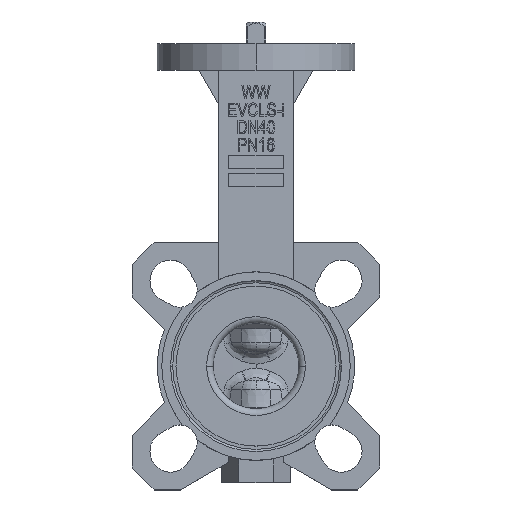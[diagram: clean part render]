
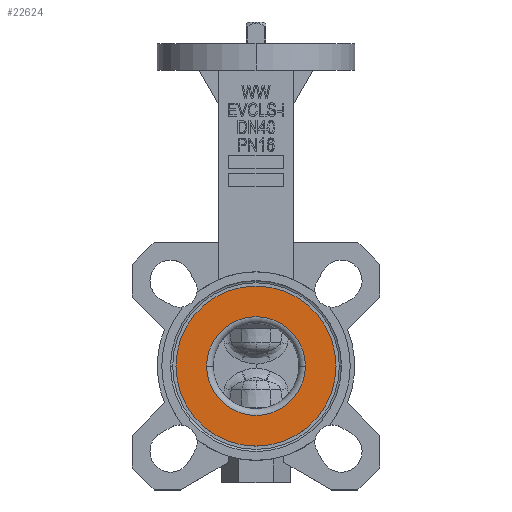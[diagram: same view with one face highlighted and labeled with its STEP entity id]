
A CAD part, top view. The second image highlights one B-rep face of the part: STEP entity #22624.
In plain terms, the highlighted planar face has unit normal (0, 0, 1).
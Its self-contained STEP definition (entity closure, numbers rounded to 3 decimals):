
#201 = AXIS2_PLACEMENT_3D ( 'NONE', #24026, #22380, #18318 ) ;
#730 = FACE_OUTER_BOUND ( 'NONE', #810, .T. ) ;
#774 = DIRECTION ( 'NONE',  ( 0., 0., 1. ) ) ;
#797 = EDGE_CURVE ( 'NONE', #20976, #13169, #19237, .T. ) ;
#810 = EDGE_LOOP ( 'NONE', ( #22379, #19555 ) ) ;
#864 = CARTESIAN_POINT ( 'NONE',  ( 0., 0., 17.5 ) ) ;
#976 = EDGE_CURVE ( 'NONE', #13169, #20976, #15910, .T. ) ;
#1159 = CIRCLE ( 'NONE', #9782, 22.55 ) ;
#2690 = DIRECTION ( 'NONE',  ( 1., 0., 0. ) ) ;
#4421 = CARTESIAN_POINT ( 'NONE',  ( 36.5, 0., 17.5 ) ) ;
#4568 = ORIENTED_EDGE ( 'NONE', *, *, #5022, .F. ) ;
#4930 = DIRECTION ( 'NONE',  ( 0., 0., 1. ) ) ;
#5022 = EDGE_CURVE ( 'NONE', #16711, #14876, #1159, .T. ) ;
#6002 = CIRCLE ( 'NONE', #201, 22.55 ) ;
#6767 = CARTESIAN_POINT ( 'NONE',  ( 0., 0., 17.5 ) ) ;
#6853 = EDGE_LOOP ( 'NONE', ( #4568, #22748 ) ) ;
#7320 = AXIS2_PLACEMENT_3D ( 'NONE', #864, #774, #2690 ) ;
#9250 = CARTESIAN_POINT ( 'NONE',  ( 0., 22.55, 17.5 ) ) ;
#9782 = AXIS2_PLACEMENT_3D ( 'NONE', #6767, #4930, #18139 ) ;
#10123 = EDGE_CURVE ( 'NONE', #14876, #16711, #6002, .T. ) ;
#10163 = CARTESIAN_POINT ( 'NONE',  ( -22.55, 0., 17.5 ) ) ;
#12634 = DIRECTION ( 'NONE',  ( 1., 0., 0. ) ) ;
#13169 = VERTEX_POINT ( 'NONE', #17755 ) ;
#14876 = VERTEX_POINT ( 'NONE', #10163 ) ;
#15910 = CIRCLE ( 'NONE', #22044, 36.5 ) ;
#16113 = AXIS2_PLACEMENT_3D ( 'NONE', #9250, #22586, #16835 ) ;
#16446 = CARTESIAN_POINT ( 'NONE',  ( 0., 0., 17.5 ) ) ;
#16711 = VERTEX_POINT ( 'NONE', #16724 ) ;
#16724 = CARTESIAN_POINT ( 'NONE',  ( 22.55, 0., 17.5 ) ) ;
#16835 = DIRECTION ( 'NONE',  ( -1., 0., 0. ) ) ;
#17247 = FACE_BOUND ( 'NONE', #6853, .T. ) ;
#17755 = CARTESIAN_POINT ( 'NONE',  ( -36.5, 0., 17.5 ) ) ;
#18139 = DIRECTION ( 'NONE',  ( 1., 0., 0. ) ) ;
#18318 = DIRECTION ( 'NONE',  ( 1., 0., 0. ) ) ;
#19237 = CIRCLE ( 'NONE', #7320, 36.5 ) ;
#19555 = ORIENTED_EDGE ( 'NONE', *, *, #976, .T. ) ;
#20976 = VERTEX_POINT ( 'NONE', #4421 ) ;
#22044 = AXIS2_PLACEMENT_3D ( 'NONE', #16446, #23950, #12634 ) ;
#22379 = ORIENTED_EDGE ( 'NONE', *, *, #797, .T. ) ;
#22380 = DIRECTION ( 'NONE',  ( 0., 0., 1. ) ) ;
#22586 = DIRECTION ( 'NONE',  ( 0., 0., -1. ) ) ;
#22624 = ADVANCED_FACE ( 'NONE', ( #17247, #730 ), #24388, .F. ) ;
#22748 = ORIENTED_EDGE ( 'NONE', *, *, #10123, .F. ) ;
#23950 = DIRECTION ( 'NONE',  ( 0., 0., 1. ) ) ;
#24026 = CARTESIAN_POINT ( 'NONE',  ( 0., 0., 17.5 ) ) ;
#24388 = PLANE ( 'NONE',  #16113 ) ;
